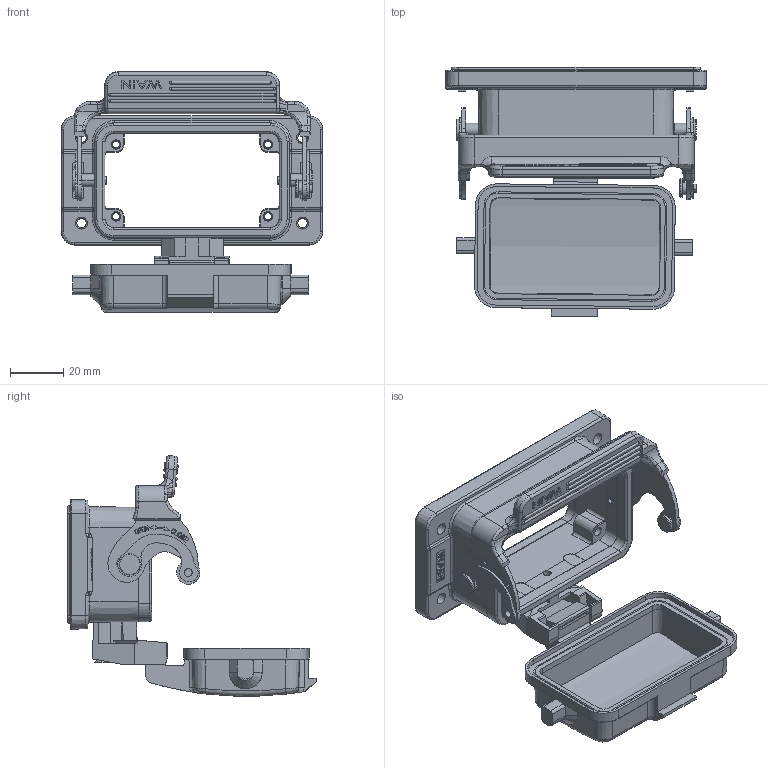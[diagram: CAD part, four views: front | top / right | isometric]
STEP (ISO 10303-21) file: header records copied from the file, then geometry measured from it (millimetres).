
FILE_DESCRIPTION((''),'2;1');
FILE_NAME('3D_1111103218001_W10B-BK-1L_SC-','2020-11-12T',('sy.ji'),(''),'PRO/ENGINEER BY PARAMETRIC TECHNOLOGY CORPORATION, 2012480','PRO/ENGINEER BY PARAMETRIC TECHNOLOGY CORPORATION, 2012480','');
FILE_SCHEMA(('CONFIG_CONTROL_DESIGN'));
Length unit declared in the file: millimetre
Products named in the file (1): 3D_1111103218001_W10B-BK-1L_SC-
Bounding box: 97.99 x 93.54 x 90.34 mm (x, y, z)
Volume: 70103.6 mm3; surface area: 48001.2 mm2
Topology: 1 solids, 1 shells, 1456 faces, 3989 edges, 2597 vertices
Faces by surface type: plane 650, cylinder 345, extrusion 204, cone 98, torus 93, bspline 44, sphere 22
Entity records: 50673 total; most frequent: CARTESIAN_POINT 13843, ORIENTED_EDGE 7926, DIRECTION 7032, EDGE_CURVE 3963, VERTEX_POINT 2597, VECTOR 2428, AXIS2_PLACEMENT_3D 2302, LINE 2224
